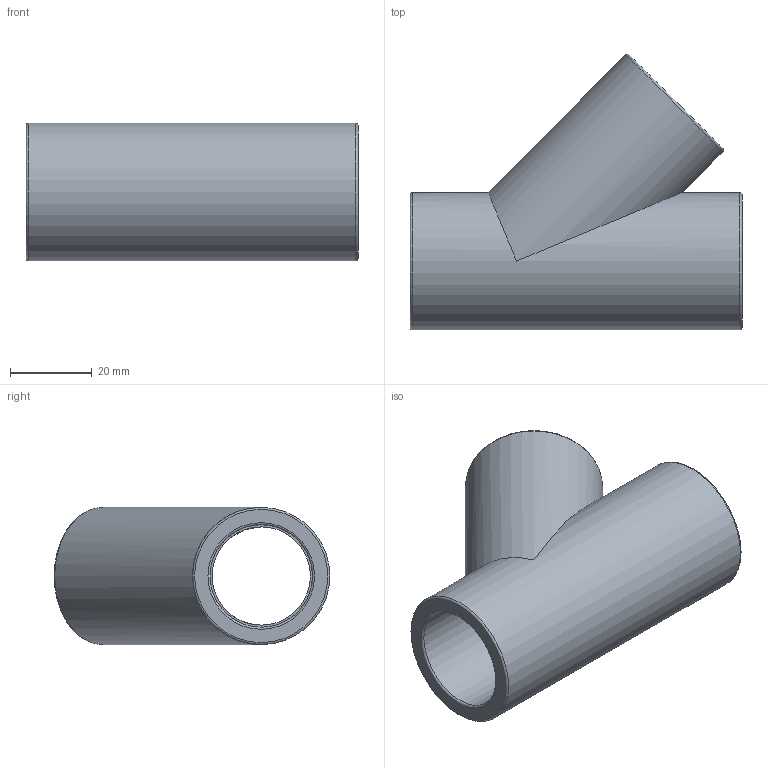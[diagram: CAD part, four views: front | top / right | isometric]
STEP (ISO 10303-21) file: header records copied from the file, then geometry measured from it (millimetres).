
FILE_DESCRIPTION(/* description */ (''),/* implementation_level */ '2;1');
FILE_NAME(/* name */ 'TY400250.stp',/* time_stamp */ '2016-10-18T16:16:49+02:00',/* author */ ('Gabriele'),/* organization */ (''),/* preprocessor_version */ 'ST-DEVELOPER v16.5',/* originating_system */ 'Autodesk Inventor 2017',/* authorisation */ '');
FILE_SCHEMA (('AUTOMOTIVE_DESIGN { 1 0 10303 214 3 1 1 }'));
Length unit declared in the file: millimetre
Products named in the file (1): TY400250
Bounding box: 81 x 67.28 x 33.5 mm (x, y, z)
Volume: 44918.1 mm3; surface area: 21111.7 mm2
Topology: 1 solids, 1 shells, 19 faces, 40 edges, 25 vertices
Faces by surface type: cylinder 7, torus 6, plane 6
Full cylindrical faces by diameter (mm): 24 x2, 25 x3, 33.5 x2
Entity records: 446 total; most frequent: DIRECTION 84, CARTESIAN_POINT 64, ORIENTED_EDGE 44, AXIS2_PLACEMENT_3D 42, EDGE_LOOP 40, VERTEX_POINT 22, EDGE_CURVE 22, FACE_BOUND 21
